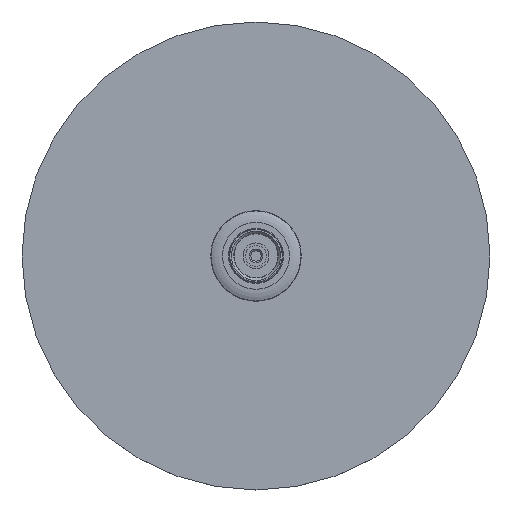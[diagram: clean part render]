
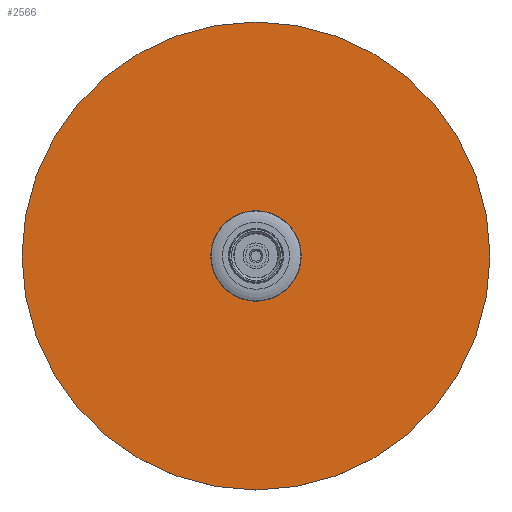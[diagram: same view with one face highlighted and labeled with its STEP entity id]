
A CAD part, top view. The second image highlights one B-rep face of the part: STEP entity #2566.
In plain terms, the highlighted face is planar.
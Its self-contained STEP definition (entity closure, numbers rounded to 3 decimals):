
#404=PLANE('',#2876);
#518=ORIENTED_EDGE('',*,*,#910,.F.);
#519=ORIENTED_EDGE('',*,*,#911,.F.);
#910=EDGE_CURVE('',#1132,#1132,#1354,.T.);
#911=EDGE_CURVE('',#1133,#1133,#1355,.F.);
#1132=VERTEX_POINT('',#4292);
#1133=VERTEX_POINT('',#4294);
#1354=CIRCLE('',#2877,9.);
#1355=CIRCLE('',#2878,100.);
#1628=EDGE_LOOP('',(#518));
#1629=EDGE_LOOP('',(#519));
#2072=FACE_BOUND('',#1628,.T.);
#2073=FACE_BOUND('',#1629,.T.);
#2566=ADVANCED_FACE('',(#2072,#2073),#404,.T.);
#2876=AXIS2_PLACEMENT_3D('',#4290,#3440,#3441);
#2877=AXIS2_PLACEMENT_3D('',#4291,#3442,#3443);
#2878=AXIS2_PLACEMENT_3D('',#4293,#3444,#3445);
#3440=DIRECTION('',(1.,0.,0.));
#3441=DIRECTION('',(0.,-1.,0.));
#3442=DIRECTION('',(1.,0.,0.));
#3443=DIRECTION('',(0.,0.,-1.));
#3444=DIRECTION('',(1.,0.,0.));
#3445=DIRECTION('',(0.,0.,-1.));
#4290=CARTESIAN_POINT('',(5.,0.,0.));
#4291=CARTESIAN_POINT('',(5.,0.,0.));
#4292=CARTESIAN_POINT('',(5.,0.,-9.));
#4293=CARTESIAN_POINT('',(5.,0.,0.));
#4294=CARTESIAN_POINT('',(5.,0.,-100.));
